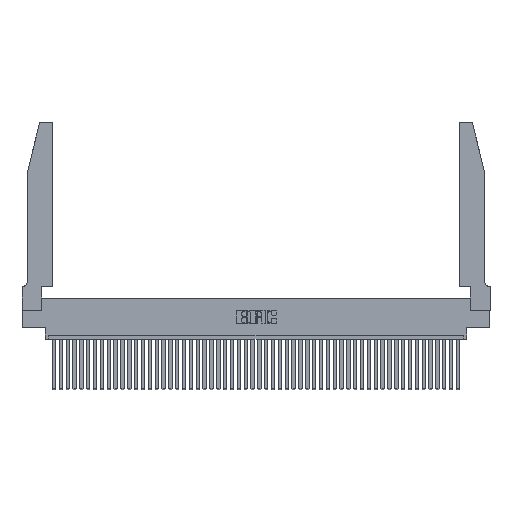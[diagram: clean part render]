
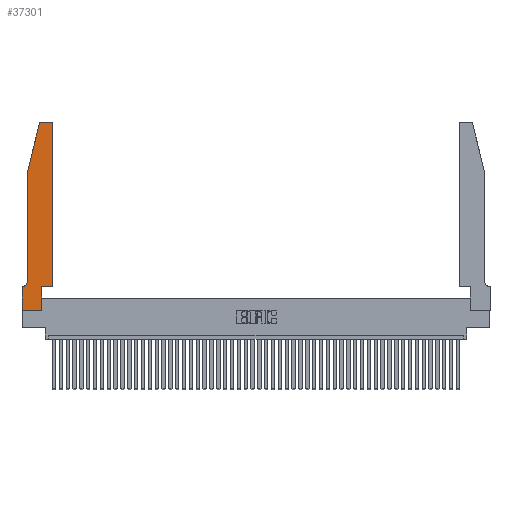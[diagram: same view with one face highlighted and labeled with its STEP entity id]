
A CAD part, top view. The second image highlights one B-rep face of the part: STEP entity #37301.
In plain terms, the highlighted planar face has unit normal (0, 0, 1).
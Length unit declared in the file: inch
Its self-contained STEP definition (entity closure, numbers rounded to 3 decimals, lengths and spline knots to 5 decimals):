
#577 = VECTOR ( 'NONE', #41909, 39.37008 ) ;
#1616 = EDGE_CURVE ( 'NONE', #8549, #44163, #41648, .T. ) ;
#1628 = CARTESIAN_POINT ( 'NONE',  ( 0.4505, 0.35, 0.37 ) ) ;
#1655 = CARTESIAN_POINT ( 'NONE',  ( 0.0755, 0.35, 0.37 ) ) ;
#1936 = EDGE_CURVE ( 'NONE', #44163, #17920, #26177, .T. ) ;
#2046 = CARTESIAN_POINT ( 'NONE',  ( 0.0755, 0.42, 0.37 ) ) ;
#2511 = VERTEX_POINT ( 'NONE', #27715 ) ;
#3169 = CARTESIAN_POINT ( 'NONE',  ( 0.4505, 0.35, 0.37 ) ) ;
#3233 = EDGE_CURVE ( 'NONE', #5402, #2511, #22019, .T. ) ;
#3472 = CARTESIAN_POINT ( 'NONE',  ( 0.2865, 0.35, 0.37 ) ) ;
#3588 = CARTESIAN_POINT ( 'NONE',  ( 0.4205, 2.75, 0.37 ) ) ;
#3661 = VERTEX_POINT ( 'NONE', #3472 ) ;
#4504 = ORIENTED_EDGE ( 'NONE', *, *, #3233, .T. ) ;
#4620 = ORIENTED_EDGE ( 'NONE', *, *, #47321, .T. ) ;
#5402 = VERTEX_POINT ( 'NONE', #14066 ) ;
#7475 = ORIENTED_EDGE ( 'NONE', *, *, #8008, .T. ) ;
#8008 = EDGE_CURVE ( 'NONE', #3661, #5402, #31655, .T. ) ;
#8079 = ORIENTED_EDGE ( 'NONE', *, *, #21931, .T. ) ;
#8218 = VERTEX_POINT ( 'NONE', #46558 ) ;
#8549 = VERTEX_POINT ( 'NONE', #3588 ) ;
#8825 = DIRECTION ( 'NONE',  ( 0., -1., 0. ) ) ;
#8860 = DIRECTION ( 'NONE',  ( -1., 0., 0. ) ) ;
#10383 = CARTESIAN_POINT ( 'NONE',  ( 0., 0., 0.37 ) ) ;
#10478 = VERTEX_POINT ( 'NONE', #10383 ) ;
#11055 = VERTEX_POINT ( 'NONE', #22280 ) ;
#12216 = AXIS2_PLACEMENT_3D ( 'NONE', #31698, #16494, #24188 ) ;
#13221 = VERTEX_POINT ( 'NONE', #23863 ) ;
#13888 = LINE ( 'NONE', #1655, #29894 ) ;
#14066 = CARTESIAN_POINT ( 'NONE',  ( 0.4505, 0.35, 0.37 ) ) ;
#16009 = CARTESIAN_POINT ( 'NONE',  ( 0., 0., 0.37 ) ) ;
#16154 = VECTOR ( 'NONE', #26059, 39.37008 ) ;
#16494 = DIRECTION ( 'NONE',  ( 0., 0., 1. ) ) ;
#16594 = AXIS2_PLACEMENT_3D ( 'NONE', #32353, #43665, #32523 ) ;
#17610 = AXIS2_PLACEMENT_3D ( 'NONE', #22781, #31260, #27292 ) ;
#17630 = EDGE_CURVE ( 'NONE', #8218, #20379, #21943, .T. ) ;
#17920 = VERTEX_POINT ( 'NONE', #33966 ) ;
#18911 = CIRCLE ( 'NONE', #28672, 0.03 ) ;
#19061 = DIRECTION ( 'NONE',  ( 0., 0., 1. ) ) ;
#19092 = EDGE_CURVE ( 'NONE', #10478, #32237, #29239, .T. ) ;
#19193 = EDGE_CURVE ( 'NONE', #17920, #8218, #45758, .T. ) ;
#19498 = DIRECTION ( 'NONE',  ( -1., 0., 0. ) ) ;
#19631 = VECTOR ( 'NONE', #8825, 39.37008 ) ;
#19701 = CARTESIAN_POINT ( 'NONE',  ( 0., 0., 0.37 ) ) ;
#20379 = VERTEX_POINT ( 'NONE', #2046 ) ;
#21557 = DIRECTION ( 'NONE',  ( -0.239, -0.971, 0. ) ) ;
#21931 = EDGE_CURVE ( 'NONE', #13221, #11055, #13888, .T. ) ;
#21943 = LINE ( 'NONE', #35067, #19631 ) ;
#22019 = LINE ( 'NONE', #1628, #25491 ) ;
#22047 = EDGE_LOOP ( 'NONE', ( #28213, #43376, #34529, #29339, #40659, #8079, #23317, #41241, #40849, #7475, #4504, #4620 ) ) ;
#22125 = CARTESIAN_POINT ( 'NONE',  ( 0.2865, 0., 0.37 ) ) ;
#22280 = CARTESIAN_POINT ( 'NONE',  ( 0., 0.35, 0.37 ) ) ;
#22781 = CARTESIAN_POINT ( 'NONE',  ( 0.0055, 0.42, 0.37 ) ) ;
#23317 = ORIENTED_EDGE ( 'NONE', *, *, #47458, .T. ) ;
#23863 = CARTESIAN_POINT ( 'NONE',  ( 0.0055, 0.35, 0.37 ) ) ;
#24023 = PLANE ( 'NONE',  #12216 ) ;
#24188 = DIRECTION ( 'NONE',  ( 1., 0., 0. ) ) ;
#25491 = VECTOR ( 'NONE', #38359, 39.37008 ) ;
#26059 = DIRECTION ( 'NONE',  ( 0., 1., 0. ) ) ;
#26177 = CIRCLE ( 'NONE', #16594, 0.03 ) ;
#27292 = DIRECTION ( 'NONE',  ( -1., 0., 0. ) ) ;
#27545 = VECTOR ( 'NONE', #35081, 39.37008 ) ;
#27688 = VECTOR ( 'NONE', #43483, 39.37008 ) ;
#27715 = CARTESIAN_POINT ( 'NONE',  ( 0.4505, 2.72, 0.37 ) ) ;
#28213 = ORIENTED_EDGE ( 'NONE', *, *, #1616, .T. ) ;
#28354 = CARTESIAN_POINT ( 'NONE',  ( 0.284, 2.75, 0.37 ) ) ;
#28672 = AXIS2_PLACEMENT_3D ( 'NONE', #41449, #19061, #34102 ) ;
#29239 = LINE ( 'NONE', #19701, #577 ) ;
#29267 = LINE ( 'NONE', #16009, #27545 ) ;
#29339 = ORIENTED_EDGE ( 'NONE', *, *, #17630, .T. ) ;
#29894 = VECTOR ( 'NONE', #19498, 39.37008 ) ;
#31260 = DIRECTION ( 'NONE',  ( 0., 0., -1. ) ) ;
#31655 = LINE ( 'NONE', #3169, #27688 ) ;
#31698 = CARTESIAN_POINT ( 'NONE',  ( 0., 0.35, 0.37 ) ) ;
#31930 = VECTOR ( 'NONE', #8860, 39.37008 ) ;
#32237 = VERTEX_POINT ( 'NONE', #22125 ) ;
#32353 = CARTESIAN_POINT ( 'NONE',  ( 0.284, 2.72, 0.37 ) ) ;
#32438 = CARTESIAN_POINT ( 'NONE',  ( 0.0755, 2., 0.37 ) ) ;
#32523 = DIRECTION ( 'NONE',  ( 1., 0., 0. ) ) ;
#32941 = EDGE_CURVE ( 'NONE', #20379, #13221, #35111, .T. ) ;
#33326 = LINE ( 'NONE', #40134, #16154 ) ;
#33966 = CARTESIAN_POINT ( 'NONE',  ( 0.25487, 2.72718, 0.37 ) ) ;
#34102 = DIRECTION ( 'NONE',  ( 1., 0., 0. ) ) ;
#34529 = ORIENTED_EDGE ( 'NONE', *, *, #19193, .T. ) ;
#34577 = FACE_OUTER_BOUND ( 'NONE', #22047, .T. ) ;
#35067 = CARTESIAN_POINT ( 'NONE',  ( 0.0755, 2., 0.37 ) ) ;
#35081 = DIRECTION ( 'NONE',  ( 0., -1., 0. ) ) ;
#35111 = CIRCLE ( 'NONE', #17610, 0.07 ) ;
#37301 = ADVANCED_FACE ( 'NONE', ( #34577 ), #24023, .T. ) ;
#38114 = EDGE_CURVE ( 'NONE', #32237, #3661, #33326, .T. ) ;
#38359 = DIRECTION ( 'NONE',  ( 0., 1., 0. ) ) ;
#40134 = CARTESIAN_POINT ( 'NONE',  ( 0.2865, 0.35, 0.37 ) ) ;
#40659 = ORIENTED_EDGE ( 'NONE', *, *, #32941, .T. ) ;
#40849 = ORIENTED_EDGE ( 'NONE', *, *, #38114, .T. ) ;
#41241 = ORIENTED_EDGE ( 'NONE', *, *, #19092, .T. ) ;
#41449 = CARTESIAN_POINT ( 'NONE',  ( 0.4205, 2.72, 0.37 ) ) ;
#41648 = LINE ( 'NONE', #44968, #31930 ) ;
#41909 = DIRECTION ( 'NONE',  ( 1., 0., 0. ) ) ;
#42920 = VECTOR ( 'NONE', #21557, 39.37008 ) ;
#43376 = ORIENTED_EDGE ( 'NONE', *, *, #1936, .T. ) ;
#43483 = DIRECTION ( 'NONE',  ( 1., 0., 0. ) ) ;
#43665 = DIRECTION ( 'NONE',  ( 0., 0., 1. ) ) ;
#44163 = VERTEX_POINT ( 'NONE', #28354 ) ;
#44968 = CARTESIAN_POINT ( 'NONE',  ( 0.2605, 2.75, 0.37 ) ) ;
#45758 = LINE ( 'NONE', #32438, #42920 ) ;
#46558 = CARTESIAN_POINT ( 'NONE',  ( 0.0755, 2., 0.37 ) ) ;
#47321 = EDGE_CURVE ( 'NONE', #2511, #8549, #18911, .T. ) ;
#47458 = EDGE_CURVE ( 'NONE', #11055, #10478, #29267, .T. ) ;
